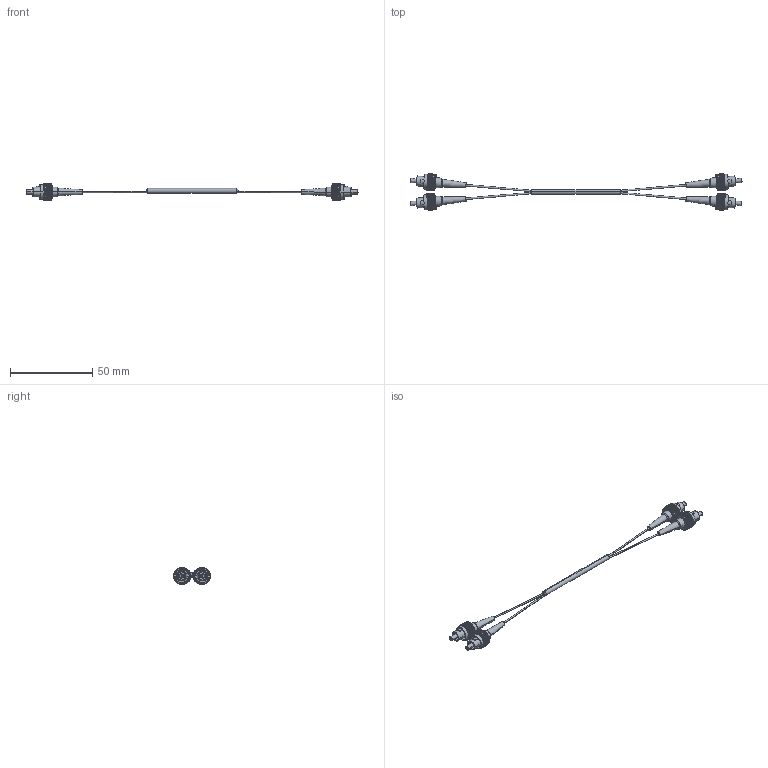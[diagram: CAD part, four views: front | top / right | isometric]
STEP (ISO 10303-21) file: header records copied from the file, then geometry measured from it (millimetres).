
FILE_DESCRIPTION (( 'STEP AP214' ), '1' );
FILE_NAME ('PPMF-225055-191_3D.STEP', '2022-08-04T22:10:17', ( '' ), ( '' ), 'SwSTEP 2.0', 'SolidWorks 2021', '' );
FILE_SCHEMA (( 'AUTOMOTIVE_DESIGN' ));
Length unit declared in the file: inch
Products named in the file (3): Copy of Coupler -2x2 FC???^PPMF-225055-191; PPMF-225055-191_3D; Copy of FC???.step^PPMF-225055-191
Assembly tree (5 placements, depth 2):
  PPMF-225055-191_3D
    Copy of Coupler -2x2 FC???^PPMF-225055-191
    Copy of FC???.step^PPMF-225055-191  x4
Bounding box: 201.47 x 22.29 x 9.99 mm (x, y, z)
Volume: 3550.2 mm3; surface area: 5354.7 mm2
Topology: 5 solids, 5 shells, 874 faces, 2462 edges, 1630 vertices
Faces by surface type: plane 536, cylinder 310, cone 24, torus 4
Entity records: 7835 total; most frequent: CARTESIAN_POINT 1587, DIRECTION 1286, ORIENTED_EDGE 1280, EDGE_CURVE 640, LINE 458, VECTOR 458, VERTEX_POINT 424, AXIS2_PLACEMENT_3D 414
